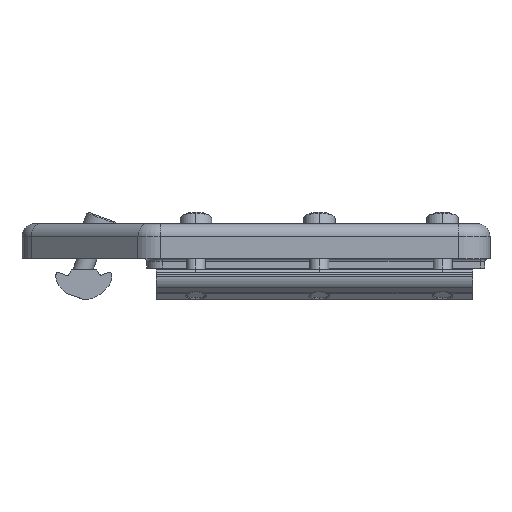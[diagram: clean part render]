
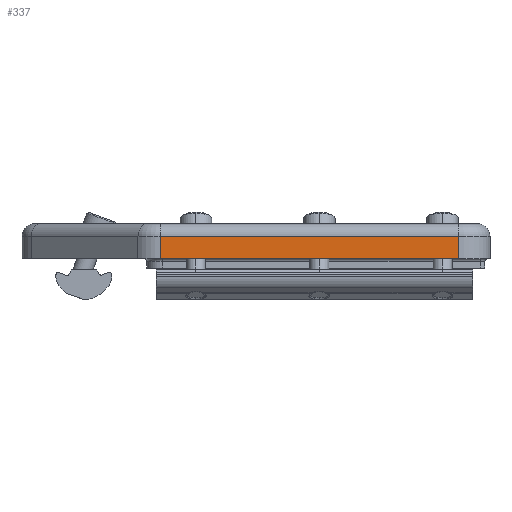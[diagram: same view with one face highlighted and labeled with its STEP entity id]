
A CAD part, front view. The second image highlights one B-rep face of the part: STEP entity #337.
In plain terms, the highlighted planar face has unit normal (0, -1, 0).
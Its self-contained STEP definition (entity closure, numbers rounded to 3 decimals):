
#309 = VECTOR ( 'NONE', #9984, 1000. ) ;
#337 = ADVANCED_FACE ( 'NONE', ( #14353 ), #10376, .F. ) ;
#1681 = DIRECTION ( 'NONE',  ( -1., 0., 0. ) ) ;
#2064 = DIRECTION ( 'NONE',  ( 0., 0., -1. ) ) ;
#2514 = EDGE_CURVE ( 'NONE', #13559, #13347, #8435, .T. ) ;
#2567 = AXIS2_PLACEMENT_3D ( 'NONE', #12860, #6904, #1681 ) ;
#2596 = CARTESIAN_POINT ( 'NONE',  ( 98.5, -39.5, 0. ) ) ;
#3150 = ORIENTED_EDGE ( 'NONE', *, *, #5960, .T. ) ;
#3302 = LINE ( 'NONE', #3383, #5347 ) ;
#3383 = CARTESIAN_POINT ( 'NONE',  ( 4.24, -39.5, 0. ) ) ;
#3468 = CARTESIAN_POINT ( 'NONE',  ( 4.24, -39.5, -11. ) ) ;
#4606 = VECTOR ( 'NONE', #9922, 1000. ) ;
#5305 = CARTESIAN_POINT ( 'NONE',  ( 98.5, -39.5, -11. ) ) ;
#5347 = VECTOR ( 'NONE', #2064, 1000. ) ;
#5838 = CARTESIAN_POINT ( 'NONE',  ( 98.5, -39.5, -4. ) ) ;
#5960 = EDGE_CURVE ( 'NONE', #9675, #13347, #3302, .T. ) ;
#6216 = EDGE_CURVE ( 'NONE', #11560, #9675, #11300, .T. ) ;
#6904 = DIRECTION ( 'NONE',  ( 0., 1., 0. ) ) ;
#7283 = EDGE_LOOP ( 'NONE', ( #14535, #8772, #9180, #3150 ) ) ;
#8435 = LINE ( 'NONE', #3468, #4606 ) ;
#8772 = ORIENTED_EDGE ( 'NONE', *, *, #9920, .F. ) ;
#8956 = DIRECTION ( 'NONE',  ( 0., 0., -1. ) ) ;
#9180 = ORIENTED_EDGE ( 'NONE', *, *, #6216, .T. ) ;
#9675 = VERTEX_POINT ( 'NONE', #13692 ) ;
#9920 = EDGE_CURVE ( 'NONE', #11560, #13559, #12694, .T. ) ;
#9922 = DIRECTION ( 'NONE',  ( -1., 0., 0. ) ) ;
#9984 = DIRECTION ( 'NONE',  ( -1., 0., 0. ) ) ;
#10376 = PLANE ( 'NONE',  #2567 ) ;
#11043 = VECTOR ( 'NONE', #8956, 1000. ) ;
#11053 = CARTESIAN_POINT ( 'NONE',  ( 4.24, -39.5, -4. ) ) ;
#11300 = LINE ( 'NONE', #11053, #309 ) ;
#11560 = VERTEX_POINT ( 'NONE', #5838 ) ;
#12694 = LINE ( 'NONE', #2596, #11043 ) ;
#12860 = CARTESIAN_POINT ( 'NONE',  ( 4.24, -39.5, 0. ) ) ;
#13347 = VERTEX_POINT ( 'NONE', #15747 ) ;
#13559 = VERTEX_POINT ( 'NONE', #5305 ) ;
#13692 = CARTESIAN_POINT ( 'NONE',  ( 4.24, -39.5, -4. ) ) ;
#14353 = FACE_OUTER_BOUND ( 'NONE', #7283, .T. ) ;
#14535 = ORIENTED_EDGE ( 'NONE', *, *, #2514, .F. ) ;
#15747 = CARTESIAN_POINT ( 'NONE',  ( 4.24, -39.5, -11. ) ) ;
